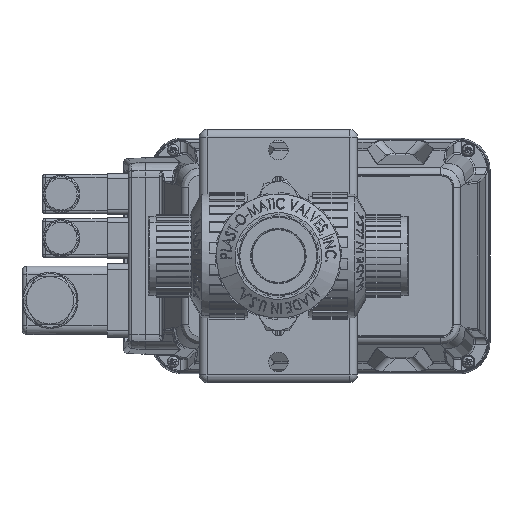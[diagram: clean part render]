
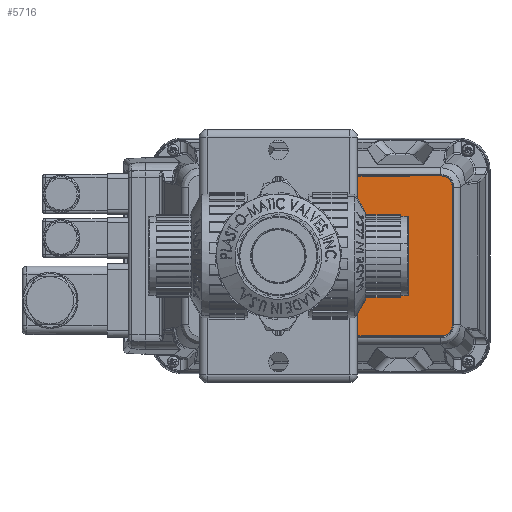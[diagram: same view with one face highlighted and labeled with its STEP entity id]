
A CAD part, front view. The second image highlights one B-rep face of the part: STEP entity #5716.
In plain terms, the highlighted planar face has unit normal (0, -1, 0).
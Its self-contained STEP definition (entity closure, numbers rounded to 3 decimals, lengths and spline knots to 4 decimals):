
#1307 = CARTESIAN_POINT ( 'NONE',  ( 1.125, 1.975, 1.2585 ) ) ;
#3320 = DIRECTION ( 'NONE',  ( 1., 0., 0. ) ) ;
#4016 = FACE_OUTER_BOUND ( 'NONE', #16581, .T. ) ;
#5716 = ADVANCED_FACE ( 'Defeatured_0_233', ( #4016 ), #26692, .T. ) ;
#7905 = CARTESIAN_POINT ( 'NONE',  ( 2.7246, 1.975, 1.1821 ) ) ;
#10293 = CARTESIAN_POINT ( 'NONE',  ( 2.7454, 1.975, 1.2642 ) ) ;
#10539 = CARTESIAN_POINT ( 'NONE',  ( 2.6234, 1.975, 1.2599 ) ) ;
#10560 = CARTESIAN_POINT ( 'NONE',  ( 1.1622, 1.975, 1.2641 ) ) ;
#10618 = CARTESIAN_POINT ( 'NONE',  ( 1.1371, 1.975, -1.2618 ) ) ;
#14119 = EDGE_CURVE ( 'Defeatured_0_233+Defeatured_0_291+Defeatured_0_234+Defeatured_0_214', #126581, #52848, #89048, .T. ) ;
#14779 = LINE ( 'NONE', #69442, #37264 ) ;
#15483 = DIRECTION ( 'NONE',  ( 1., 0., 0. ) ) ;
#16581 = EDGE_LOOP ( 'NONE', ( #127026, #33921, #82266, #29881, #73295, #120245, #38409, #85233 ) ) ;
#17969 = EDGE_CURVE ( 'Defeatured_0_233+Defeatured_0_204+Defeatured_0_277+Defeatured_0_1584', #30139, #77595, #74136, .T. ) ;
#18577 = CARTESIAN_POINT ( 'NONE',  ( 2.7454, 1.975, 1.0989 ) ) ;
#19312 = CARTESIAN_POINT ( 'NONE',  ( 2.5801, 1.975, 1.2642 ) ) ;
#26692 = PLANE ( 'NONE',  #31503 ) ;
#27426 = VECTOR ( 'NONE', #94527, 39.3701 ) ;
#29881 = ORIENTED_EDGE ( 'NONE', *, *, #105822, .F. ) ;
#30139 = VERTEX_POINT ( 'NONE', #76825 ) ;
#30874 = CARTESIAN_POINT ( 'NONE',  ( 2.5802, 1.975, -1.2637 ) ) ;
#31503 = AXIS2_PLACEMENT_3D ( 'NONE', #91999, #134579, #3320 ) ;
#31838 = CARTESIAN_POINT ( 'NONE',  ( 2.7454, 1.975, 1.1205 ) ) ;
#32910 = CARTESIAN_POINT ( 'NONE',  ( 2.7456, 1.975, -1.0983 ) ) ;
#32957 = CARTESIAN_POINT ( 'NONE',  ( 2.6019, 1.975, -1.2637 ) ) ;
#33921 = ORIENTED_EDGE ( 'NONE', *, *, #111141, .F. ) ;
#34187 = B_SPLINE_CURVE_WITH_KNOTS ( 'NONE', 3,
 ( #52858, #86907, #84796, #128097, #106813, #130205, #74875, #53564, #32957, #30874 ),
 .UNSPECIFIED., .F., .F.,
 ( 4, 2, 2, 2, 4 ),
 ( 0., 0.25, 0.5, 0.75, 1. ),
 .UNSPECIFIED. ) ;
#34222 = CARTESIAN_POINT ( 'NONE',  ( 1.125, 1.975, 0. ) ) ;
#35108 = EDGE_CURVE ( 'Defeatured_0_233+Defeatured_0_315+Defeatured_0_235+Defeatured_0_234', #53592, #56015, #73219, .T. ) ;
#36258 = VERTEX_POINT ( 'NONE', #60338 ) ;
#37264 = VECTOR ( 'NONE', #15483, 39.3701 ) ;
#38409 = ORIENTED_EDGE ( 'NONE', *, *, #99554, .F. ) ;
#39935 = VECTOR ( 'NONE', #56235, 39.3701 ) ;
#41789 = CARTESIAN_POINT ( 'NONE',  ( 1.1494, 1.975, 1.2641 ) ) ;
#50579 = VERTEX_POINT ( 'NONE', #19312 ) ;
#51197 = CARTESIAN_POINT ( 'NONE',  ( 2.7123, 1.975, 1.2005 ) ) ;
#52848 = VERTEX_POINT ( 'NONE', #128880 ) ;
#52858 = CARTESIAN_POINT ( 'NONE',  ( 2.7456, 1.975, -1.0983 ) ) ;
#53564 = CARTESIAN_POINT ( 'NONE',  ( 2.6235, 1.975, -1.2594 ) ) ;
#53587 = DIRECTION ( 'NONE',  ( 0., 0., 1. ) ) ;
#53592 = VERTEX_POINT ( 'NONE', #132048 ) ;
#53830 = CARTESIAN_POINT ( 'NONE',  ( 2.6017, 1.975, 1.2642 ) ) ;
#56015 = VERTEX_POINT ( 'NONE', #98046 ) ;
#56235 = DIRECTION ( 'NONE',  ( 0., 0., -1. ) ) ;
#60338 = CARTESIAN_POINT ( 'NONE',  ( 1.125, 1.975, -1.2581 ) ) ;
#60491 = CARTESIAN_POINT ( 'NONE',  ( 2.7456, 1.975, -1.2637 ) ) ;
#61876 = CARTESIAN_POINT ( 'NONE',  ( 2.7411, 1.975, 1.1422 ) ) ;
#62472 = EDGE_CURVE ( 'Defeatured_0_233+Defeatured_0_214+Defeatured_0_291+Defeatured_0_277', #52848, #50579, #128253, .T. ) ;
#63550 = EDGE_CURVE ( 'Defeatured_0_233+Defeatured_0_1584+Defeatured_0_204+Defeatured_0_235', #77595, #36258, #132871, .T. ) ;
#64497 = CARTESIAN_POINT ( 'NONE',  ( 2.6633, 1.975, 1.2434 ) ) ;
#65247 = B_SPLINE_CURVE_WITH_KNOTS ( 'NONE', 3,
 ( #107845, #128444, #10618, #107155 ),
 .UNSPECIFIED., .F., .F.,
 ( 4, 4 ),
 ( 0., 0.1914 ),
 .UNSPECIFIED. ) ;
#69442 = CARTESIAN_POINT ( 'NONE',  ( 0.6701, 1.975, 1.2641 ) ) ;
#73219 = LINE ( 'NONE', #60491, #27426 ) ;
#73295 = ORIENTED_EDGE ( 'NONE', *, *, #14119, .T. ) ;
#74136 = B_SPLINE_CURVE_WITH_KNOTS ( 'NONE', 3,
 ( #10560, #41789, #119138, #1307 ),
 .UNSPECIFIED., .F., .F.,
 ( 4, 4 ),
 ( 0., 0.1909 ),
 .UNSPECIFIED. ) ;
#74875 = CARTESIAN_POINT ( 'NONE',  ( 2.6635, 1.975, -1.2428 ) ) ;
#76825 = CARTESIAN_POINT ( 'NONE',  ( 1.1622, 1.975, 1.2641 ) ) ;
#77595 = VERTEX_POINT ( 'NONE', #92018 ) ;
#82266 = ORIENTED_EDGE ( 'NONE', *, *, #35108, .T. ) ;
#84796 = CARTESIAN_POINT ( 'NONE',  ( 2.7413, 1.975, -1.1416 ) ) ;
#85233 = ORIENTED_EDGE ( 'NONE', *, *, #17969, .T. ) ;
#86907 = CARTESIAN_POINT ( 'NONE',  ( 2.7456, 1.975, -1.1199 ) ) ;
#89048 = LINE ( 'NONE', #10293, #90645 ) ;
#90645 = VECTOR ( 'NONE', #53587, 39.3701 ) ;
#91999 = CARTESIAN_POINT ( 'NONE',  ( 0.6701, 1.975, -0.0009 ) ) ;
#92018 = CARTESIAN_POINT ( 'NONE',  ( 1.125, 1.975, 1.2585 ) ) ;
#94527 = DIRECTION ( 'NONE',  ( 1., 0., 0. ) ) ;
#97128 = CARTESIAN_POINT ( 'NONE',  ( 2.5801, 1.975, 1.2642 ) ) ;
#98046 = CARTESIAN_POINT ( 'NONE',  ( 2.5802, 1.975, -1.2637 ) ) ;
#99554 = EDGE_CURVE ( 'Defeatured_0_277+Defeatured_0_233+Defeatured_0_204+Defeatured_0_214', #30139, #50579, #14779, .T. ) ;
#105822 = EDGE_CURVE ( 'Defeatured_0_234+Defeatured_0_233+Defeatured_0_291+Defeatured_0_315', #126581, #56015, #34187, .T. ) ;
#106813 = CARTESIAN_POINT ( 'NONE',  ( 2.7124, 1.975, -1.1999 ) ) ;
#107155 = CARTESIAN_POINT ( 'NONE',  ( 1.125, 1.975, -1.2581 ) ) ;
#107845 = CARTESIAN_POINT ( 'NONE',  ( 1.1623, 1.975, -1.2637 ) ) ;
#111141 = EDGE_CURVE ( 'Defeatured_0_235+Defeatured_0_233+Defeatured_0_315+Defeatured_0_3133', #53592, #36258, #65247, .T. ) ;
#119138 = CARTESIAN_POINT ( 'NONE',  ( 1.137, 1.975, 1.2623 ) ) ;
#120245 = ORIENTED_EDGE ( 'NONE', *, *, #62472, .T. ) ;
#126581 = VERTEX_POINT ( 'NONE', #32910 ) ;
#127026 = ORIENTED_EDGE ( 'NONE', *, *, #63550, .T. ) ;
#128097 = CARTESIAN_POINT ( 'NONE',  ( 2.7247, 1.975, -1.1816 ) ) ;
#128253 = B_SPLINE_CURVE_WITH_KNOTS ( 'NONE', 3,
 ( #18577, #31838, #61876, #7905, #51197, #137796, #64497, #10539, #53830, #97128 ),
 .UNSPECIFIED., .F., .F.,
 ( 4, 2, 2, 2, 4 ),
 ( 0., 0.25, 0.5, 0.75, 1. ),
 .UNSPECIFIED. ) ;
#128444 = CARTESIAN_POINT ( 'NONE',  ( 1.1497, 1.975, -1.2637 ) ) ;
#128880 = CARTESIAN_POINT ( 'NONE',  ( 2.7454, 1.975, 1.0989 ) ) ;
#130205 = CARTESIAN_POINT ( 'NONE',  ( 2.6818, 1.975, -1.2305 ) ) ;
#132048 = CARTESIAN_POINT ( 'NONE',  ( 1.1623, 1.975, -1.2637 ) ) ;
#132871 = LINE ( 'NONE', #34222, #39935 ) ;
#134579 = DIRECTION ( 'NONE',  ( 0., -1., 0. ) ) ;
#137796 = CARTESIAN_POINT ( 'NONE',  ( 2.6817, 1.975, 1.2311 ) ) ;
